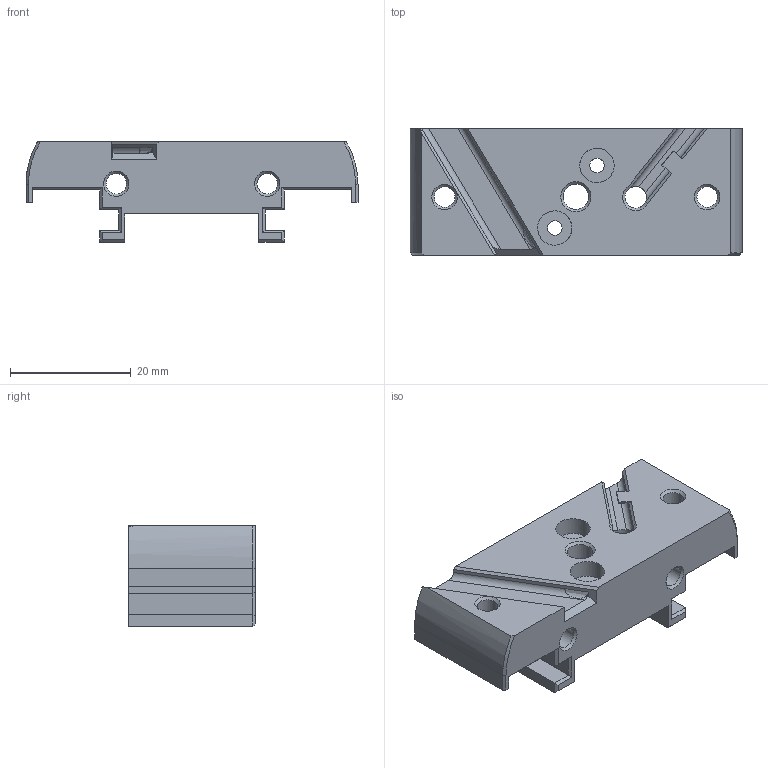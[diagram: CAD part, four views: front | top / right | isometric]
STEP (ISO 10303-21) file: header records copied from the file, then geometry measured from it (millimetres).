
FILE_DESCRIPTION(('FreeCAD Model'),'2;1');
FILE_NAME('Open CASCADE Shape Model','2025-02-21T15:09:32',(''),(''), 'Open CASCADE STEP processor 7.7','FreeCAD','Unknown');
FILE_SCHEMA(('AUTOMOTIVE_DESIGN { 1 0 10303 214 1 1 1 1 }'));
Length unit declared in the file: millimetre
Products named in the file (1): tze3_mount
Bounding box: 55 x 21 x 16.66 mm (x, y, z)
Volume: 10375.3 mm3; surface area: 5931.8 mm2
Topology: 1 solids, 1 shells, 126 faces, 353 edges, 229 vertices
Faces by surface type: plane 90, cylinder 25, cone 10, extrusion 1
Full cylindrical faces by diameter (mm): 2.4 x2, 3.4 x2, 3.417 x2, 3.6 x1, 4.2 x1, 4.7 x2, 5.7 x2
Entity records: 9605 total; most frequent: CARTESIAN_POINT 2540, DIRECTION 1308, VECTOR 833, LINE 832, ORIENTED_EDGE 706, PCURVE 706, DEFINITIONAL_REPRESENTATION 706, EDGE_CURVE 353
